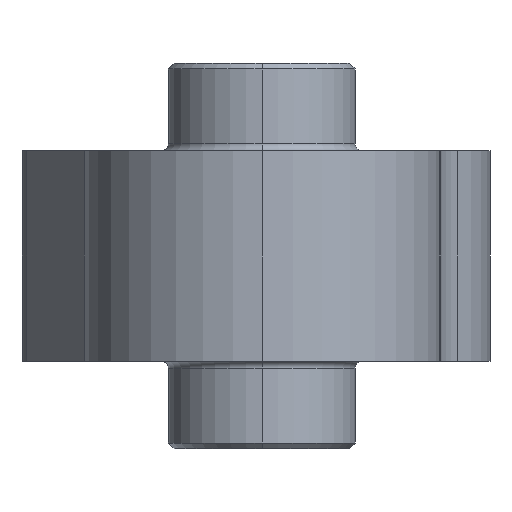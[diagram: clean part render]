
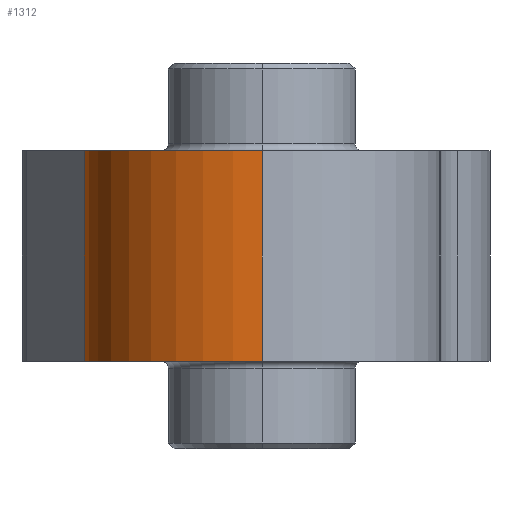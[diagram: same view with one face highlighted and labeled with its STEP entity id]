
A CAD part, left-side view. The second image highlights one B-rep face of the part: STEP entity #1312.
In plain terms, the highlighted cylindrical face has radius 7.6 mm (diameter 15.2 mm), a partial arc.
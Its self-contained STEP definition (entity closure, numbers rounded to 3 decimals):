
#38 = VERTEX_POINT ( 'NONE', #786 ) ;
#74 = DIRECTION ( 'NONE',  ( 0., 0., -1. ) ) ;
#218 = DIRECTION ( 'NONE',  ( 0., 0., 1. ) ) ;
#227 = LINE ( 'NONE', #838, #801 ) ;
#281 = EDGE_CURVE ( 'NONE', #562, #846, #227, .T. ) ;
#309 = AXIS2_PLACEMENT_3D ( 'NONE', #797, #74, #496 ) ;
#331 = DIRECTION ( 'NONE',  ( 0., 0., 1. ) ) ;
#396 = CARTESIAN_POINT ( 'NONE',  ( -36.135, 60.114, -4.5 ) ) ;
#496 = DIRECTION ( 'NONE',  ( -1., -0.021, 0. ) ) ;
#502 = FACE_OUTER_BOUND ( 'NONE', #1134, .T. ) ;
#519 = CARTESIAN_POINT ( 'NONE',  ( -30.601, 54.905, -4.5 ) ) ;
#530 = EDGE_CURVE ( 'NONE', #562, #38, #1167, .T. ) ;
#562 = VERTEX_POINT ( 'NONE', #396 ) ;
#580 = LINE ( 'NONE', #1303, #1193 ) ;
#660 = ORIENTED_EDGE ( 'NONE', *, *, #1163, .F. ) ;
#719 = DIRECTION ( 'NONE',  ( 1., 0.021, 0. ) ) ;
#739 = ORIENTED_EDGE ( 'NONE', *, *, #530, .F. ) ;
#761 = ORIENTED_EDGE ( 'NONE', *, *, #281, .T. ) ;
#786 = CARTESIAN_POINT ( 'NONE',  ( -23.003, 55.065, -4.5 ) ) ;
#788 = AXIS2_PLACEMENT_3D ( 'NONE', #1198, #1314, #1109 ) ;
#797 = CARTESIAN_POINT ( 'NONE',  ( -30.601, 54.905, 4.5 ) ) ;
#801 = VECTOR ( 'NONE', #218, 1000. ) ;
#838 = CARTESIAN_POINT ( 'NONE',  ( -36.135, 60.114, -4.5 ) ) ;
#846 = VERTEX_POINT ( 'NONE', #1247 ) ;
#864 = CARTESIAN_POINT ( 'NONE',  ( -23.003, 55.065, 4.5 ) ) ;
#894 = AXIS2_PLACEMENT_3D ( 'NONE', #519, #331, #719 ) ;
#918 = CIRCLE ( 'NONE', #309, 7.6 ) ;
#933 = VERTEX_POINT ( 'NONE', #864 ) ;
#994 = DIRECTION ( 'NONE',  ( 0., 0., 1. ) ) ;
#1109 = DIRECTION ( 'NONE',  ( 1., 0.021, 0. ) ) ;
#1134 = EDGE_LOOP ( 'NONE', ( #660, #739, #761, #1244 ) ) ;
#1145 = EDGE_CURVE ( 'NONE', #846, #933, #918, .T. ) ;
#1163 = EDGE_CURVE ( 'NONE', #38, #933, #580, .T. ) ;
#1167 = CIRCLE ( 'NONE', #788, 7.6 ) ;
#1193 = VECTOR ( 'NONE', #994, 1000. ) ;
#1198 = CARTESIAN_POINT ( 'NONE',  ( -30.601, 54.905, -4.5 ) ) ;
#1213 = CYLINDRICAL_SURFACE ( 'NONE', #894, 7.6 ) ;
#1244 = ORIENTED_EDGE ( 'NONE', *, *, #1145, .T. ) ;
#1247 = CARTESIAN_POINT ( 'NONE',  ( -36.135, 60.114, 4.5 ) ) ;
#1303 = CARTESIAN_POINT ( 'NONE',  ( -23.003, 55.065, -4.5 ) ) ;
#1312 = ADVANCED_FACE ( 'NONE', ( #502 ), #1213, .T. ) ;
#1314 = DIRECTION ( 'NONE',  ( 0., 0., -1. ) ) ;
